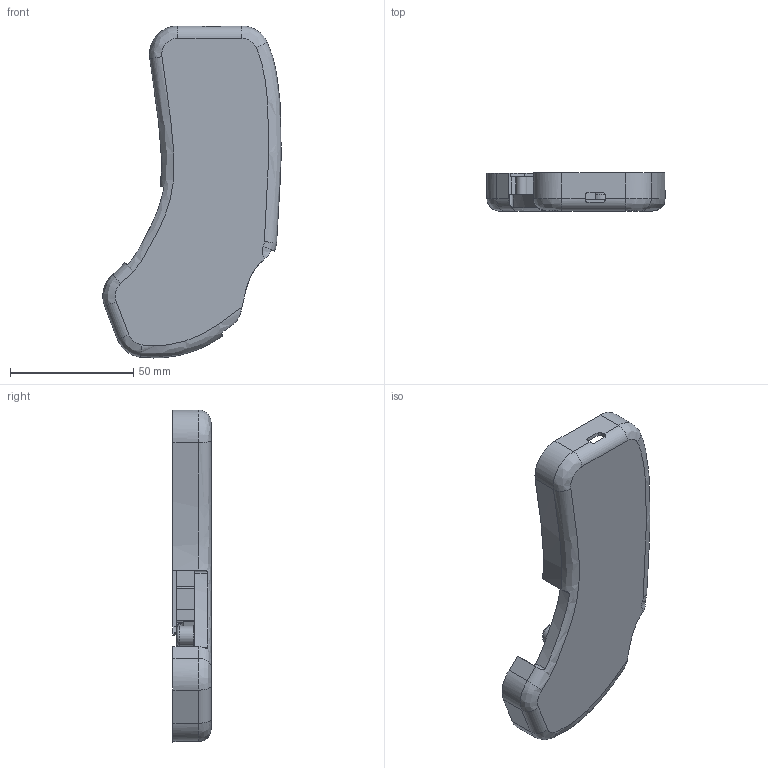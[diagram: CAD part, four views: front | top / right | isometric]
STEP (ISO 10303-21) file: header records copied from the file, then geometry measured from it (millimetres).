
FILE_DESCRIPTION(/* description */ (''),/* implementation_level */ '2;1');
FILE_NAME(/* name */ 'dualTriggerBase.step',/* time_stamp */ '2022-04-29T09:32:47+02:00',/* author */ (''),/* organization */ (''),/* preprocessor_version */ 'ST-DEVELOPER v18.1',/* originating_system */ 'Autodesk Translation Framework v10.14.0.1471',/* authorisation */ '');
FILE_SCHEMA (('AUTOMOTIVE_DESIGN { 1 0 10303 214 3 1 1 }'));
Length unit declared in the file: millimetre
Products named in the file (1): dualTriggerBase
Bounding box: 72.47 x 15.5 x 134.94 mm (x, y, z)
Volume: 17172.6 mm3; surface area: 25906.7 mm2
Topology: 1 solids, 1 shells, 311 faces, 864 edges, 561 vertices
Faces by surface type: plane 149, cylinder 78, bspline 76, torus 8
Full cylindrical faces by diameter (mm): 4.5 x6, 7 x5, 8 x2, 8.3 x2
Entity records: 13793 total; most frequent: CARTESIAN_POINT 6315, ORIENTED_EDGE 1720, DIRECTION 1316, EDGE_CURVE 860, VERTEX_POINT 561, LINE 442, VECTOR 442, AXIS2_PLACEMENT_3D 437
